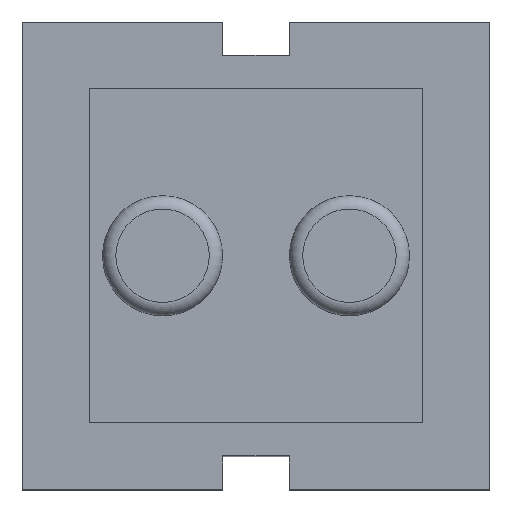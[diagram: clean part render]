
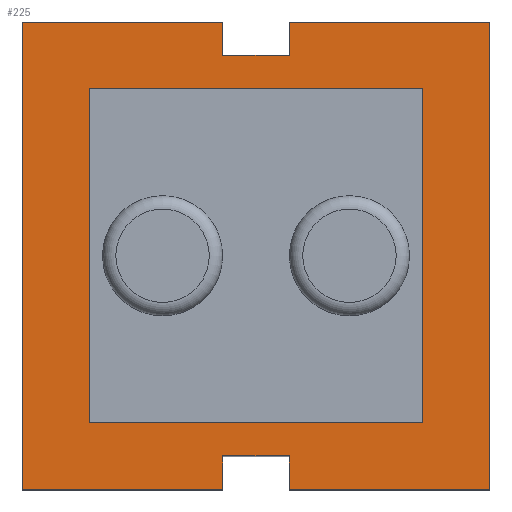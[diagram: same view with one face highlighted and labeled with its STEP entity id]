
A CAD part, top view. The second image highlights one B-rep face of the part: STEP entity #225.
In plain terms, the highlighted planar face has unit normal (0, 0, 1).
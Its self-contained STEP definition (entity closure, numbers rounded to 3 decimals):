
#23=VERTEX_POINT('',#24);
#24=CARTESIAN_POINT('',(-2.1,2.23,6.));
#28=EDGE_CURVE('',#23,#29,#31,.T.);
#29=VERTEX_POINT('',#30);
#30=CARTESIAN_POINT('',(-2.1,-4.77,6.));
#31=LINE('',#24,#32);
#32=VECTOR('',#33,1.);
#33=DIRECTION('',(0.,-1.,0.));
#44=DIRECTION('',(1.,0.,0.));
#52=VERTEX_POINT('',#53);
#53=CARTESIAN_POINT('',(0.9,2.23,6.));
#56=EDGE_CURVE('',#52,#23,#57,.T.);
#57=LINE('',#53,#58);
#58=VECTOR('',#59,1.);
#59=DIRECTION('',(-1.,0.,0.));
#71=EDGE_CURVE('',#29,#72,#74,.T.);
#72=VERTEX_POINT('',#73);
#73=CARTESIAN_POINT('',(0.9,-4.77,6.));
#74=LINE('',#30,#75);
#75=VECTOR('',#44,1.);
#86=DIRECTION('',(0.,1.,0.));
#95=VECTOR('',#86,1.);
#224=DIRECTION('',(0.,0.,-1.));
#225=ADVANCED_FACE('',(#226,#274),#296,.F.);
#226=FACE_BOUND('',#227,.F.);
#227=EDGE_LOOP('',(#228,#229,#230,#235,#240,#245,#250,#255,#260,#265,#270,#273));
#228=ORIENTED_EDGE('',*,*,#28,.F.);
#229=ORIENTED_EDGE('',*,*,#56,.F.);
#230=ORIENTED_EDGE('',*,*,#231,.F.);
#231=EDGE_CURVE('',#232,#52,#234,.T.);
#232=VERTEX_POINT('',#233);
#233=CARTESIAN_POINT('',(0.9,1.73,6.));
#234=LINE('',#233,#95);
#235=ORIENTED_EDGE('',*,*,#236,.F.);
#236=EDGE_CURVE('',#237,#232,#239,.T.);
#237=VERTEX_POINT('',#238);
#238=CARTESIAN_POINT('',(1.9,1.73,6.));
#239=LINE('',#238,#58);
#240=ORIENTED_EDGE('',*,*,#241,.F.);
#241=EDGE_CURVE('',#242,#237,#244,.T.);
#242=VERTEX_POINT('',#243);
#243=CARTESIAN_POINT('',(1.9,2.23,6.));
#244=LINE('',#243,#32);
#245=ORIENTED_EDGE('',*,*,#246,.F.);
#246=EDGE_CURVE('',#247,#242,#249,.T.);
#247=VERTEX_POINT('',#248);
#248=CARTESIAN_POINT('',(4.9,2.23,6.));
#249=LINE('',#248,#58);
#250=ORIENTED_EDGE('',*,*,#251,.F.);
#251=EDGE_CURVE('',#252,#247,#254,.T.);
#252=VERTEX_POINT('',#253);
#253=CARTESIAN_POINT('',(4.9,-4.77,6.));
#254=LINE('',#253,#95);
#255=ORIENTED_EDGE('',*,*,#256,.F.);
#256=EDGE_CURVE('',#257,#252,#259,.T.);
#257=VERTEX_POINT('',#258);
#258=CARTESIAN_POINT('',(1.9,-4.77,6.));
#259=LINE('',#258,#75);
#260=ORIENTED_EDGE('',*,*,#261,.F.);
#261=EDGE_CURVE('',#262,#257,#264,.T.);
#262=VERTEX_POINT('',#263);
#263=CARTESIAN_POINT('',(1.9,-4.27,6.));
#264=LINE('',#263,#32);
#265=ORIENTED_EDGE('',*,*,#266,.F.);
#266=EDGE_CURVE('',#267,#262,#269,.T.);
#267=VERTEX_POINT('',#268);
#268=CARTESIAN_POINT('',(0.9,-4.27,6.));
#269=LINE('',#268,#75);
#270=ORIENTED_EDGE('',*,*,#271,.F.);
#271=EDGE_CURVE('',#72,#267,#272,.T.);
#272=LINE('',#73,#95);
#273=ORIENTED_EDGE('',*,*,#71,.F.);
#274=FACE_BOUND('',#275,.F.);
#275=EDGE_LOOP('',(#276,#283,#288,#293));
#276=ORIENTED_EDGE('',*,*,#277,.F.);
#277=EDGE_CURVE('',#278,#280,#282,.T.);
#278=VERTEX_POINT('',#279);
#279=CARTESIAN_POINT('',(-1.1,1.23,6.));
#280=VERTEX_POINT('',#281);
#281=CARTESIAN_POINT('',(3.9,1.23,6.));
#282=LINE('',#279,#75);
#283=ORIENTED_EDGE('',*,*,#284,.F.);
#284=EDGE_CURVE('',#285,#278,#287,.T.);
#285=VERTEX_POINT('',#286);
#286=CARTESIAN_POINT('',(-1.1,-3.77,6.));
#287=LINE('',#286,#95);
#288=ORIENTED_EDGE('',*,*,#289,.F.);
#289=EDGE_CURVE('',#290,#285,#292,.T.);
#290=VERTEX_POINT('',#291);
#291=CARTESIAN_POINT('',(3.9,-3.77,6.));
#292=LINE('',#291,#58);
#293=ORIENTED_EDGE('',*,*,#294,.F.);
#294=EDGE_CURVE('',#280,#290,#295,.T.);
#295=LINE('',#281,#32);
#296=PLANE('',#297);
#297=AXIS2_PLACEMENT_3D('',#24,#224,#59);
